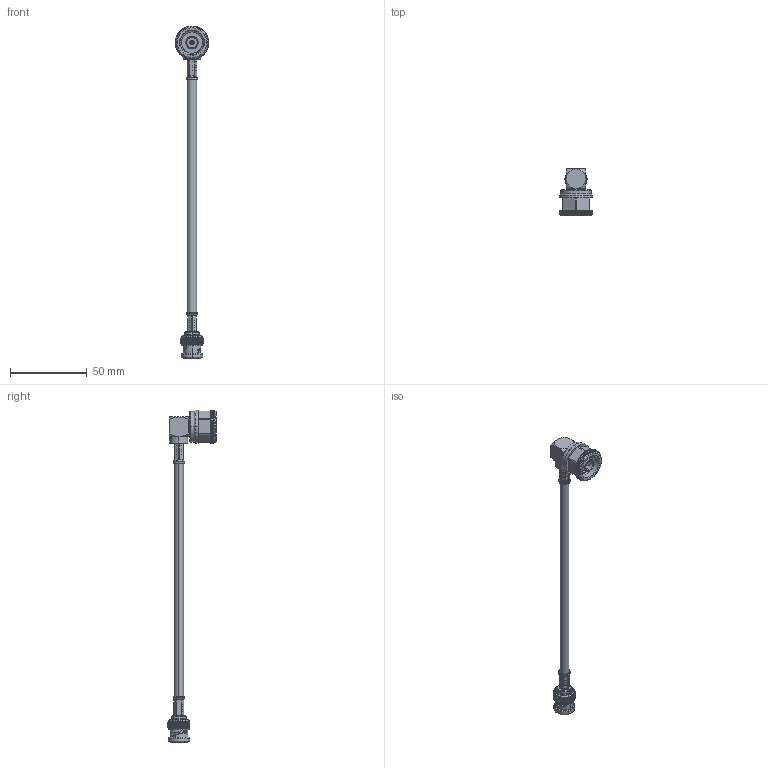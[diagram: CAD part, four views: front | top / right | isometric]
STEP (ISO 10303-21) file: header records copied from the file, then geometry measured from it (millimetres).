
FILE_DESCRIPTION (( 'STEP AP203' ), '1' );
FILE_NAME ('PE3C2275.step', '2020-09-09T16:33:57', ( '' ), ( '' ), 'SwSTEP 2.0', 'SolidWorks 2018', '' );
FILE_SCHEMA (( 'CONFIG_CONTROL_DESIGN' ));
Length unit declared in the file: inch
Products named in the file (4): LMR-240^PE3C2275_LMR-240; PE44640^PE3C2275_Crimped; PE44525^PE3C2275_Crimped; PE3C2275
Assembly tree (3 placements, depth 2):
  PE3C2275
    LMR-240^PE3C2275_LMR-240
    PE44640^PE3C2275_Crimped
    PE44525^PE3C2275_Crimped
Bounding box: 21.78 x 31.62 x 217.01 mm (x, y, z)
Volume: 12785.6 mm3; surface area: 10684.7 mm2
Topology: 6 solids, 6 shells, 898 faces, 2268 edges, 1411 vertices
Faces by surface type: plane 380, cylinder 305, cone 182, bspline 27, torus 4
Entity records: 33821 total; most frequent: CARTESIAN_POINT 12699, ORIENTED_EDGE 4536, DIRECTION 4090, EDGE_CURVE 2268, AXIS2_PLACEMENT_3D 1592, VERTEX_POINT 1411, EDGE_LOOP 937, LINE 906
